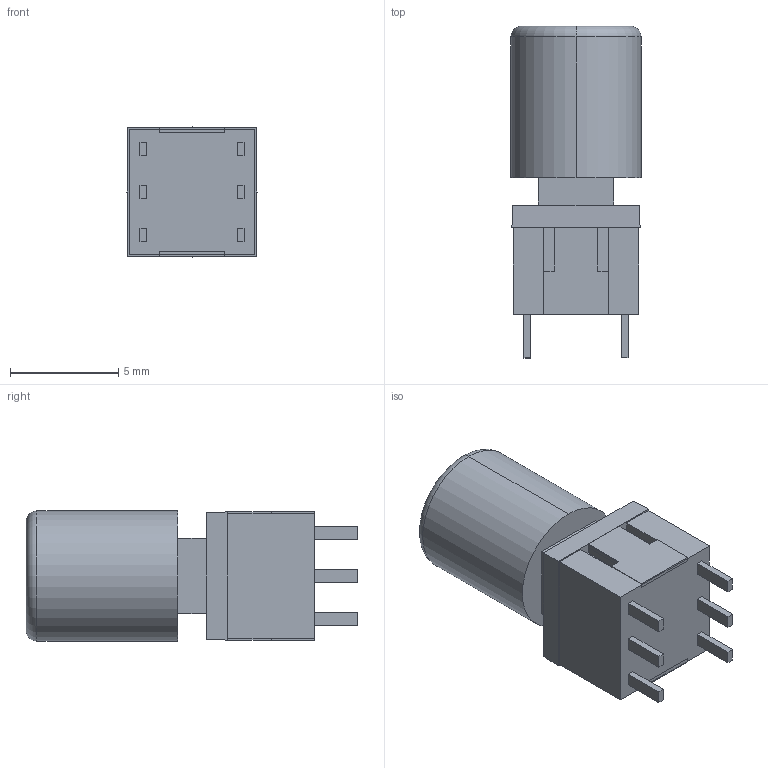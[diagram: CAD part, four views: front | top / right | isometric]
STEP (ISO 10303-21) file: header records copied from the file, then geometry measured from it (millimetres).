
FILE_DESCRIPTION (( 'STEP AP214' ), '1' );
FILE_NAME ('mini-toggle-switch.STEP', '2024-12-26T02:33:58', ( '' ), ( '' ), 'SwSTEP 2.0', 'SolidWorks 2020', '' );
FILE_SCHEMA (( 'AUTOMOTIVE_DESIGN' ));
Length unit declared in the file: millimetre
Products named in the file (1): mini-toggle-switch
Bounding box: 6 x 15.3 x 6 mm (x, y, z)
Volume: 386.3 mm3; surface area: 490.6 mm2
Topology: 11 solids, 11 shells, 95 faces, 214 edges, 142 vertices
Faces by surface type: plane 91, torus 2, cylinder 2
Entity records: 2911 total; most frequent: CARTESIAN_POINT 452, ORIENTED_EDGE 428, DIRECTION 414, EDGE_CURVE 214, VECTOR 206, LINE 206, VERTEX_POINT 142, AXIS2_PLACEMENT_3D 104
